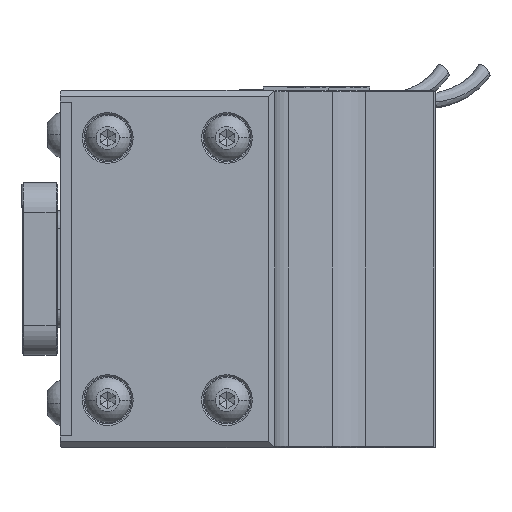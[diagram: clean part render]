
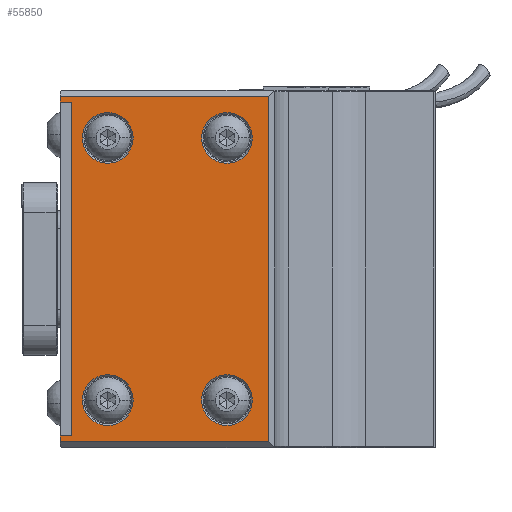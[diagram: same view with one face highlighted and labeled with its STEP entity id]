
A CAD part, left-side view. The second image highlights one B-rep face of the part: STEP entity #55850.
In plain terms, the highlighted face is planar.
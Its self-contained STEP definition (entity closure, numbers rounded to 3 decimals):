
#965 = CIRCLE ( 'NONE', #69464, 4.25 ) ;
#1041 = EDGE_CURVE ( 'NONE', #78693, #54348, #36101, .T. ) ;
#3319 = LINE ( 'NONE', #21970, #36744 ) ;
#5275 = DIRECTION ( 'NONE',  ( 0., 0., -1. ) ) ;
#5291 = EDGE_LOOP ( 'NONE', ( #8102, #49942 ) ) ;
#6118 = CARTESIAN_POINT ( 'NONE',  ( 22., 0., -14.25 ) ) ;
#6150 = VERTEX_POINT ( 'NONE', #76413 ) ;
#6629 = CARTESIAN_POINT ( 'NONE',  ( -22., 0., 14.25 ) ) ;
#6814 = VERTEX_POINT ( 'NONE', #40923 ) ;
#7150 = AXIS2_PLACEMENT_3D ( 'NONE', #16231, #62981, #22890 ) ;
#7955 = CARTESIAN_POINT ( 'NONE',  ( -22., 0., -5.75 ) ) ;
#8102 = ORIENTED_EDGE ( 'NONE', *, *, #34644, .T. ) ;
#8699 = EDGE_CURVE ( 'NONE', #11229, #78800, #3319, .T. ) ;
#8832 = VECTOR ( 'NONE', #60656, 1000. ) ;
#10126 = VERTEX_POINT ( 'NONE', #32845 ) ;
#10135 = DIRECTION ( 'NONE',  ( 0., 1., 0. ) ) ;
#10915 = LINE ( 'NONE', #13907, #8832 ) ;
#11023 = CARTESIAN_POINT ( 'NONE',  ( -29., 0., -18. ) ) ;
#11229 = VERTEX_POINT ( 'NONE', #59190 ) ;
#11310 = VERTEX_POINT ( 'NONE', #6629 ) ;
#11711 = VERTEX_POINT ( 'NONE', #56865 ) ;
#12291 = CARTESIAN_POINT ( 'NONE',  ( -30., 0., -18. ) ) ;
#12462 = ORIENTED_EDGE ( 'NONE', *, *, #8699, .F. ) ;
#12872 = DIRECTION ( 'NONE',  ( -1., 0., 0. ) ) ;
#13907 = CARTESIAN_POINT ( 'NONE',  ( 29., 0., 18. ) ) ;
#14972 = ORIENTED_EDGE ( 'NONE', *, *, #16357, .T. ) ;
#15618 = VECTOR ( 'NONE', #64445, 1000. ) ;
#15628 = CARTESIAN_POINT ( 'NONE',  ( -30., 0., -18. ) ) ;
#16231 = CARTESIAN_POINT ( 'NONE',  ( 22., 0., 10. ) ) ;
#16357 = EDGE_CURVE ( 'NONE', #80510, #21097, #70659, .T. ) ;
#16842 = EDGE_CURVE ( 'NONE', #10126, #59801, #56983, .T. ) ;
#17615 = EDGE_CURVE ( 'NONE', #11711, #6814, #10915, .T. ) ;
#18158 = CARTESIAN_POINT ( 'NONE',  ( -29., 0., -18. ) ) ;
#19220 = DIRECTION ( 'NONE',  ( 0., 1., 0. ) ) ;
#20338 = CARTESIAN_POINT ( 'NONE',  ( 0., 0., 0. ) ) ;
#20453 = LINE ( 'NONE', #12291, #53922 ) ;
#20624 = PLANE ( 'NONE',  #42228 ) ;
#21097 = VERTEX_POINT ( 'NONE', #81572 ) ;
#21753 = CARTESIAN_POINT ( 'NONE',  ( -22., 0., 10. ) ) ;
#21970 = CARTESIAN_POINT ( 'NONE',  ( -28., 0., -18. ) ) ;
#22787 = CARTESIAN_POINT ( 'NONE',  ( 22., 0., 10. ) ) ;
#22890 = DIRECTION ( 'NONE',  ( 0., 0., -1. ) ) ;
#23361 = CIRCLE ( 'NONE', #83917, 4.25 ) ;
#23437 = EDGE_CURVE ( 'NONE', #68779, #6150, #58264, .T. ) ;
#24709 = CIRCLE ( 'NONE', #7150, 4.25 ) ;
#25601 = AXIS2_PLACEMENT_3D ( 'NONE', #26055, #72811, #32754 ) ;
#26055 = CARTESIAN_POINT ( 'NONE',  ( 22., 0., -10. ) ) ;
#26476 = ORIENTED_EDGE ( 'NONE', *, *, #51929, .T. ) ;
#27106 = CARTESIAN_POINT ( 'NONE',  ( 28., 0., -18. ) ) ;
#27168 = ORIENTED_EDGE ( 'NONE', *, *, #47446, .F. ) ;
#27181 = CARTESIAN_POINT ( 'NONE',  ( -30., 0., 17. ) ) ;
#27342 = DIRECTION ( 'NONE',  ( 0., 0., -1. ) ) ;
#28106 = EDGE_LOOP ( 'NONE', ( #47659, #79286 ) ) ;
#28366 = CARTESIAN_POINT ( 'NONE',  ( -22., 0., -10. ) ) ;
#28459 = DIRECTION ( 'NONE',  ( 0., 0., -1. ) ) ;
#28732 = FACE_BOUND ( 'NONE', #81448, .T. ) ;
#29524 = DIRECTION ( 'NONE',  ( 0., 0., -1. ) ) ;
#30330 = CIRCLE ( 'NONE', #81139, 4.25 ) ;
#32754 = DIRECTION ( 'NONE',  ( 0., 0., -1. ) ) ;
#32845 = CARTESIAN_POINT ( 'NONE',  ( 22., 0., 14.25 ) ) ;
#33000 = EDGE_CURVE ( 'NONE', #58750, #11310, #965, .T. ) ;
#34644 = EDGE_CURVE ( 'NONE', #59801, #10126, #24709, .T. ) ;
#35116 = DIRECTION ( 'NONE',  ( 0., 0., -1. ) ) ;
#36101 = CIRCLE ( 'NONE', #25601, 4.25 ) ;
#36463 = CIRCLE ( 'NONE', #57826, 4.25 ) ;
#36688 = ORIENTED_EDGE ( 'NONE', *, *, #36775, .T. ) ;
#36744 = VECTOR ( 'NONE', #68755, 1000. ) ;
#36775 = EDGE_CURVE ( 'NONE', #21097, #80510, #23361, .T. ) ;
#37936 = EDGE_LOOP ( 'NONE', ( #12462, #54570, #50588, #27168, #76202, #26476, #85409, #71531 ) ) ;
#39159 = DIRECTION ( 'NONE',  ( -1., 0., 0. ) ) ;
#39513 = EDGE_CURVE ( 'NONE', #6150, #11229, #40957, .T. ) ;
#40633 = DIRECTION ( 'NONE',  ( -1., 0., 0. ) ) ;
#40923 = CARTESIAN_POINT ( 'NONE',  ( 29., 0., 17. ) ) ;
#40957 = LINE ( 'NONE', #52901, #76505 ) ;
#42228 = AXIS2_PLACEMENT_3D ( 'NONE', #20338, #67404, #27342 ) ;
#43844 = CARTESIAN_POINT ( 'NONE',  ( 22., 0., 5.75 ) ) ;
#45268 = DIRECTION ( 'NONE',  ( 0., 1., 0. ) ) ;
#45812 = VECTOR ( 'NONE', #75812, 1000. ) ;
#46431 = CARTESIAN_POINT ( 'NONE',  ( -22., 0., 5.75 ) ) ;
#46549 = FACE_BOUND ( 'NONE', #28106, .T. ) ;
#47446 = EDGE_CURVE ( 'NONE', #11711, #68779, #47908, .T. ) ;
#47659 = ORIENTED_EDGE ( 'NONE', *, *, #66780, .T. ) ;
#47908 = LINE ( 'NONE', #15628, #45812 ) ;
#49942 = ORIENTED_EDGE ( 'NONE', *, *, #16842, .T. ) ;
#49986 = ORIENTED_EDGE ( 'NONE', *, *, #33000, .T. ) ;
#50116 = CARTESIAN_POINT ( 'NONE',  ( -22., 0., -10. ) ) ;
#50588 = ORIENTED_EDGE ( 'NONE', *, *, #23437, .F. ) ;
#51592 = ORIENTED_EDGE ( 'NONE', *, *, #74853, .T. ) ;
#51929 = EDGE_CURVE ( 'NONE', #6814, #57954, #85792, .T. ) ;
#52901 = CARTESIAN_POINT ( 'NONE',  ( -28., 0., -16.1 ) ) ;
#53076 = AXIS2_PLACEMENT_3D ( 'NONE', #22787, #69592, #29524 ) ;
#53922 = VECTOR ( 'NONE', #39159, 1000. ) ;
#53996 = DIRECTION ( 'NONE',  ( 0., 0., 1. ) ) ;
#54348 = VERTEX_POINT ( 'NONE', #6118 ) ;
#54570 = ORIENTED_EDGE ( 'NONE', *, *, #39513, .F. ) ;
#55390 = EDGE_CURVE ( 'NONE', #78800, #73875, #20453, .T. ) ;
#55850 = ADVANCED_FACE ( 'NONE', ( #84229, #64302, #82129, #46549, #28732 ), #20624, .T. ) ;
#56175 = VECTOR ( 'NONE', #53996, 1000. ) ;
#56386 = AXIS2_PLACEMENT_3D ( 'NONE', #50116, #10135, #56825 ) ;
#56825 = DIRECTION ( 'NONE',  ( 0., 0., -1. ) ) ;
#56865 = CARTESIAN_POINT ( 'NONE',  ( 29., 0., -18. ) ) ;
#56983 = CIRCLE ( 'NONE', #53076, 4.25 ) ;
#57826 = AXIS2_PLACEMENT_3D ( 'NONE', #85326, #45268, #5275 ) ;
#57954 = VERTEX_POINT ( 'NONE', #62258 ) ;
#58264 = LINE ( 'NONE', #27106, #56175 ) ;
#58750 = VERTEX_POINT ( 'NONE', #46431 ) ;
#59190 = CARTESIAN_POINT ( 'NONE',  ( -28., 0., -16.1 ) ) ;
#59275 = CARTESIAN_POINT ( 'NONE',  ( -22., 0., 10. ) ) ;
#59801 = VERTEX_POINT ( 'NONE', #43844 ) ;
#60656 = DIRECTION ( 'NONE',  ( 0., 0., 1. ) ) ;
#62258 = CARTESIAN_POINT ( 'NONE',  ( -29., 0., 17. ) ) ;
#62981 = DIRECTION ( 'NONE',  ( 0., 1., 0. ) ) ;
#64028 = CARTESIAN_POINT ( 'NONE',  ( 22., 0., -5.75 ) ) ;
#64302 = FACE_BOUND ( 'NONE', #74027, .T. ) ;
#64445 = DIRECTION ( 'NONE',  ( 0., 0., -1. ) ) ;
#65773 = CARTESIAN_POINT ( 'NONE',  ( -28., 0., -18. ) ) ;
#65978 = DIRECTION ( 'NONE',  ( 0., 0., -1. ) ) ;
#66780 = EDGE_CURVE ( 'NONE', #54348, #78693, #36463, .T. ) ;
#67291 = EDGE_CURVE ( 'NONE', #57954, #73875, #68954, .T. ) ;
#67404 = DIRECTION ( 'NONE',  ( 0., -1., 0. ) ) ;
#68545 = DIRECTION ( 'NONE',  ( 0., 1., 0. ) ) ;
#68755 = DIRECTION ( 'NONE',  ( 0., 0., -1. ) ) ;
#68779 = VERTEX_POINT ( 'NONE', #85539 ) ;
#68954 = LINE ( 'NONE', #11023, #15618 ) ;
#69464 = AXIS2_PLACEMENT_3D ( 'NONE', #21753, #68545, #28459 ) ;
#69592 = DIRECTION ( 'NONE',  ( 0., 1., 0. ) ) ;
#70659 = CIRCLE ( 'NONE', #56386, 4.25 ) ;
#71531 = ORIENTED_EDGE ( 'NONE', *, *, #55390, .F. ) ;
#72811 = DIRECTION ( 'NONE',  ( 0., 1., 0. ) ) ;
#73875 = VERTEX_POINT ( 'NONE', #18158 ) ;
#74027 = EDGE_LOOP ( 'NONE', ( #49986, #51592 ) ) ;
#74853 = EDGE_CURVE ( 'NONE', #11310, #58750, #30330, .T. ) ;
#75148 = DIRECTION ( 'NONE',  ( 0., 1., 0. ) ) ;
#75812 = DIRECTION ( 'NONE',  ( -1., 0., 0. ) ) ;
#76202 = ORIENTED_EDGE ( 'NONE', *, *, #17615, .T. ) ;
#76413 = CARTESIAN_POINT ( 'NONE',  ( 28., 0., -16.1 ) ) ;
#76505 = VECTOR ( 'NONE', #12872, 1000. ) ;
#78693 = VERTEX_POINT ( 'NONE', #64028 ) ;
#78800 = VERTEX_POINT ( 'NONE', #65773 ) ;
#79286 = ORIENTED_EDGE ( 'NONE', *, *, #1041, .T. ) ;
#80510 = VERTEX_POINT ( 'NONE', #7955 ) ;
#81139 = AXIS2_PLACEMENT_3D ( 'NONE', #59275, #19220, #65978 ) ;
#81448 = EDGE_LOOP ( 'NONE', ( #36688, #14972 ) ) ;
#81572 = CARTESIAN_POINT ( 'NONE',  ( -22., 0., -14.25 ) ) ;
#82129 = FACE_BOUND ( 'NONE', #5291, .T. ) ;
#83694 = VECTOR ( 'NONE', #40633, 1000. ) ;
#83917 = AXIS2_PLACEMENT_3D ( 'NONE', #28366, #75148, #35116 ) ;
#84229 = FACE_OUTER_BOUND ( 'NONE', #37936, .T. ) ;
#85326 = CARTESIAN_POINT ( 'NONE',  ( 22., 0., -10. ) ) ;
#85409 = ORIENTED_EDGE ( 'NONE', *, *, #67291, .T. ) ;
#85539 = CARTESIAN_POINT ( 'NONE',  ( 28., 0., -18. ) ) ;
#85792 = LINE ( 'NONE', #27181, #83694 ) ;
